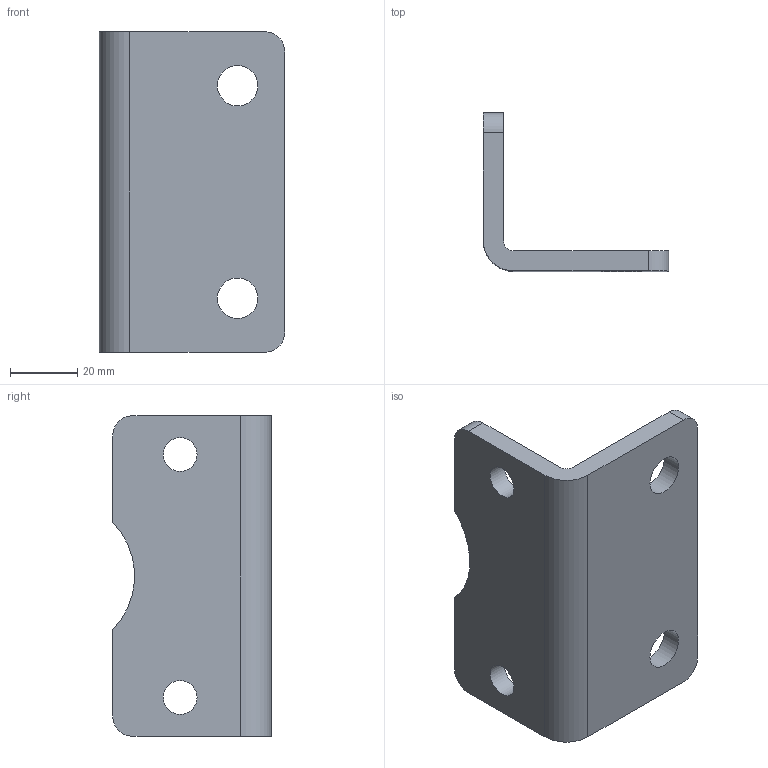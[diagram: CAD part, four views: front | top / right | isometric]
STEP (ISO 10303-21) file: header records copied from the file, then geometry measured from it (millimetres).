
FILE_DESCRIPTION( ( 'STEP AP214' ), '1' );
FILE_NAME( 'Low-Rise Pedestal (MS1) AFD80S(00S).stp', '2020-05-11T14:25:14', ( 'License CC BY-ND 4.0' ), ( 'CADENAS' ), ' ', 'PARTsolutions', ' ' );
FILE_SCHEMA( ( 'AUTOMOTIVE_DESIGN { 1 0 10303 214 1 1 1 1 }' ) );
Length unit declared in the file: millimetre
Products named in the file (2): Low-Rise Pedestal (MS1) AFD80S(00S); _Low-rise pedestal AFD80S(00s)-1
Assembly tree (1 placements, depth 2):
  Low-Rise Pedestal (MS1) AFD80S(00S)
    _Low-rise pedestal AFD80S(00s)-1
Bounding box: 55 x 47 x 95 mm (x, y, z)
Volume: 49917.3 mm3; surface area: 19688.5 mm2
Topology: 1 solids, 1 shells, 20 faces, 56 edges, 38 vertices
Faces by surface type: cylinder 11, plane 9
Full cylindrical faces by diameter (mm): 10 x2, 12 x2
Entity records: 834 total; most frequent: DIRECTION 116, CARTESIAN_POINT 108, ORIENTED_EDGE 100, EDGE_CURVE 50, AXIS2_PLACEMENT_3D 44, VERTEX_POINT 36, EDGE_LOOP 32, LINE 28
